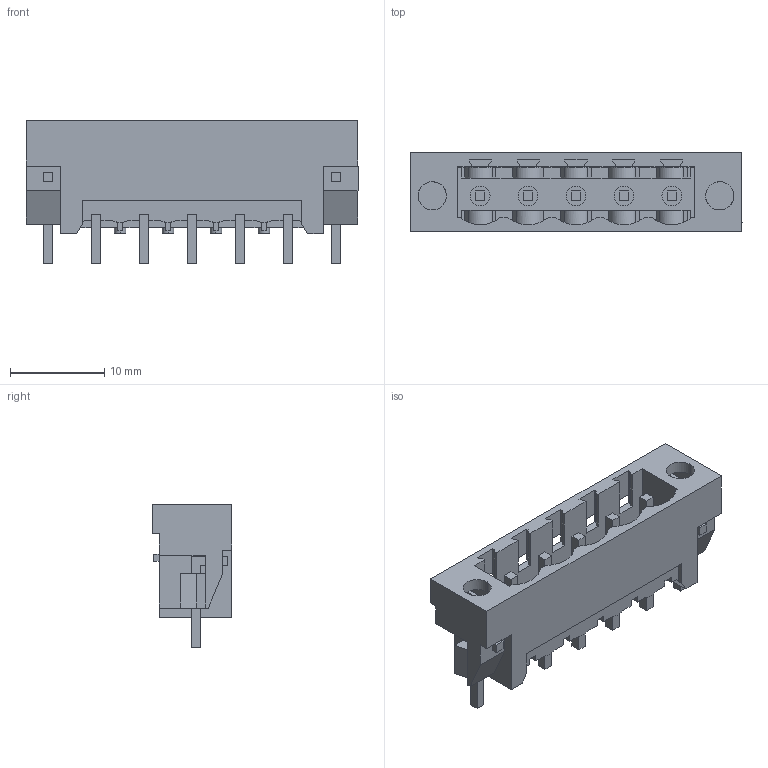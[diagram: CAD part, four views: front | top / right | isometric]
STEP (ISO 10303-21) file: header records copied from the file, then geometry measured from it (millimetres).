
FILE_DESCRIPTION(('CATIA V5 STEP Exchange','CAx-IF Rec.Pracs.--- Model Styling and Organization---1.2---2011-12-15'),'2;1');
FILE_NAME ('D1457043_0_1838470000_1838470000.stp','2018-03-21T13:02:28+00:00',('none'),('Weidmueller'),'CATIA Version 5-6 Release 2014','CATIA V5 STEP AP214','none');
FILE_SCHEMA(('AUTOMOTIVE_DESIGN { 1 0 10303 214 1 1 1 1 }'));
Length unit declared in the file: millimetre
Products named in the file (1): 1838470000
Bounding box: 35.2 x 8.43 x 15.2 mm (x, y, z)
Volume: 1417.2 mm3; surface area: 3123.5 mm2
Topology: 8 solids, 8 shells, 387 faces, 1203 edges, 822 vertices
Faces by surface type: plane 335, cylinder 47, extrusion 5
Entity records: 13593 total; most frequent: CARTESIAN_POINT 2936, ORIENTED_EDGE 2406, DIRECTION 1879, EDGE_CURVE 1203, VECTOR 1032, LINE 1027, VERTEX_POINT 822, AXIS2_PLACEMENT_3D 465
